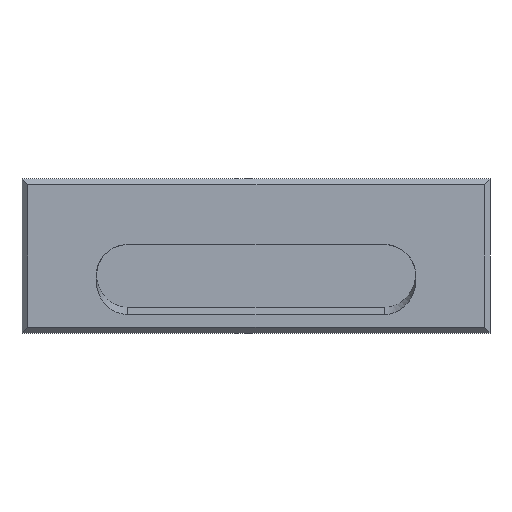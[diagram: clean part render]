
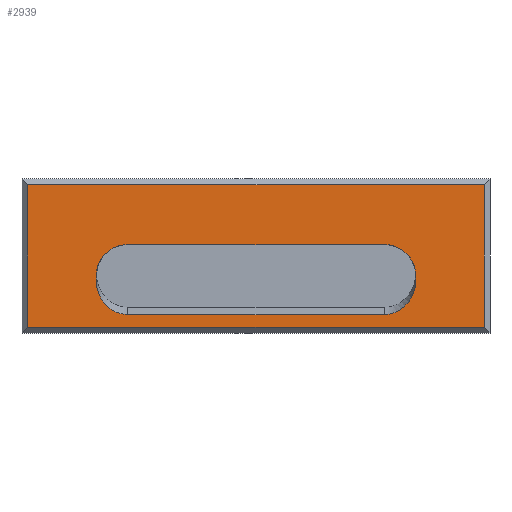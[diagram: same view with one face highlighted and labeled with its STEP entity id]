
A CAD part, front view. The second image highlights one B-rep face of the part: STEP entity #2939.
In plain terms, the highlighted free-form (B-spline) face has degree [1, 1] with [2, 2] control points.
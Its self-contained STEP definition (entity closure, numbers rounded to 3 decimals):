
#2123=CARTESIAN_POINT('',(45.0,0.0,-20.5));
#2124=VERTEX_POINT('',#2123);
#2130=CARTESIAN_POINT('',(56.0,0.0,-8.417));
#2131=VERTEX_POINT('',#2130);
#2132=CARTESIAN_POINT('',(56.,0.0,-8.417));
#2133=CARTESIAN_POINT('',(56.,0.0,-20.5));
#2134=CARTESIAN_POINT('',(45.0,0.0,-20.5));
#2142=(BOUNDED_CURVE()B_SPLINE_CURVE(2,(#2132,#2133,#2134),.UNSPECIFIED.,.F.,.U.)CURVE()GEOMETRIC_REPRESENTATION_ITEM()QUASI_UNIFORM_CURVE()RATIONAL_B_SPLINE_CURVE((1.0,0.707,1.0))REPRESENTATION_ITEM(''));
#2143=EDGE_CURVE('',#2131,#2124,#2142,.T.);
#2199=CARTESIAN_POINT('',(-56.0,0.0,-8.417));
#2200=VERTEX_POINT('',#2199);
#2206=CARTESIAN_POINT('',(-45.0,0.0,-20.5));
#2207=VERTEX_POINT('',#2206);
#2208=CARTESIAN_POINT('',(-45.0,0.,-20.5));
#2209=CARTESIAN_POINT('',(-56.0,0.,-20.5));
#2210=CARTESIAN_POINT('',(-56.,0.,-8.417));
#2218=(BOUNDED_CURVE()B_SPLINE_CURVE(2,(#2208,#2209,#2210),.UNSPECIFIED.,.F.,.U.)CURVE()GEOMETRIC_REPRESENTATION_ITEM()QUASI_UNIFORM_CURVE()RATIONAL_B_SPLINE_CURVE((1.0,0.707,1.0))REPRESENTATION_ITEM(''));
#2219=EDGE_CURVE('',#2207,#2200,#2218,.T.);
#2258=CARTESIAN_POINT('',(-56.0,0.0,-7.0));
#2259=VERTEX_POINT('',#2258);
#2281=CARTESIAN_POINT('',(-45.0,0.0,4.0));
#2282=VERTEX_POINT('',#2281);
#2288=CARTESIAN_POINT('',(-56.,0.0,-7.0));
#2289=CARTESIAN_POINT('',(-56.,0.0,4.));
#2290=CARTESIAN_POINT('',(-45.0,0.0,4.));
#2298=(BOUNDED_CURVE()B_SPLINE_CURVE(2,(#2288,#2289,#2290),.UNSPECIFIED.,.F.,.U.)CURVE()GEOMETRIC_REPRESENTATION_ITEM()QUASI_UNIFORM_CURVE()RATIONAL_B_SPLINE_CURVE((1.0,0.707,1.0))REPRESENTATION_ITEM(''));
#2299=EDGE_CURVE('',#2259,#2282,#2298,.T.);
#2334=CARTESIAN_POINT('',(56.0,0.0,-7.0));
#2335=VERTEX_POINT('',#2334);
#2341=CARTESIAN_POINT('',(45.0,0.0,4.0));
#2342=VERTEX_POINT('',#2341);
#2343=CARTESIAN_POINT('',(45.0,0.0,4.));
#2344=CARTESIAN_POINT('',(56.,0.0,4.));
#2345=CARTESIAN_POINT('',(56.,0.0,-7.0));
#2353=(BOUNDED_CURVE()B_SPLINE_CURVE(2,(#2343,#2344,#2345),.UNSPECIFIED.,.F.,.U.)CURVE()GEOMETRIC_REPRESENTATION_ITEM()QUASI_UNIFORM_CURVE()RATIONAL_B_SPLINE_CURVE((1.0,0.707,1.0))REPRESENTATION_ITEM(''));
#2354=EDGE_CURVE('',#2342,#2335,#2353,.T.);
#2393=CARTESIAN_POINT('',(-80.0,0.0,25.0));
#2394=VERTEX_POINT('',#2393);
#2409=CARTESIAN_POINT('',(-80.0,0.0,-25.0));
#2410=VERTEX_POINT('',#2409);
#2416=CARTESIAN_POINT('',(-80.0,0.0,25.0));
#2417=CARTESIAN_POINT('',(-80.0,0.0,-25.0));
#2418=QUASI_UNIFORM_CURVE('',1,(#2416,#2417),.UNSPECIFIED.,.F.,.U.);
#2419=EDGE_CURVE('',#2394,#2410,#2418,.T.);
#2431=CARTESIAN_POINT('',(80.0,0.0,-25.0));
#2432=VERTEX_POINT('',#2431);
#2438=CARTESIAN_POINT('',(-80.0,0.0,-25.0));
#2439=CARTESIAN_POINT('',(80.0,0.0,-25.0));
#2440=QUASI_UNIFORM_CURVE('',1,(#2438,#2439),.UNSPECIFIED.,.F.,.U.);
#2441=EDGE_CURVE('',#2410,#2432,#2440,.T.);
#2457=CARTESIAN_POINT('',(80.0,0.0,25.0));
#2458=VERTEX_POINT('',#2457);
#2472=CARTESIAN_POINT('',(80.0,0.0,25.0));
#2473=CARTESIAN_POINT('',(-80.0,0.0,25.0));
#2474=QUASI_UNIFORM_CURVE('',1,(#2472,#2473),.UNSPECIFIED.,.F.,.U.);
#2475=EDGE_CURVE('',#2458,#2394,#2474,.T.);
#2492=CARTESIAN_POINT('',(80.0,0.0,-25.0));
#2493=CARTESIAN_POINT('',(80.0,0.0,25.0));
#2494=QUASI_UNIFORM_CURVE('',1,(#2492,#2493),.UNSPECIFIED.,.F.,.U.);
#2495=EDGE_CURVE('',#2432,#2458,#2494,.T.);
#2507=CARTESIAN_POINT('',(56.0,0.0,-8.417));
#2508=CARTESIAN_POINT('',(56.0,0.0,-7.0));
#2509=QUASI_UNIFORM_CURVE('',1,(#2507,#2508),.UNSPECIFIED.,.F.,.U.);
#2510=EDGE_CURVE('',#2131,#2335,#2509,.T.);
#2520=CARTESIAN_POINT('',(-56.0,0.0,-8.417));
#2521=CARTESIAN_POINT('',(-56.0,0.0,-7.0));
#2522=QUASI_UNIFORM_CURVE('',1,(#2520,#2521),.UNSPECIFIED.,.F.,.U.);
#2523=EDGE_CURVE('',#2200,#2259,#2522,.T.);
#2541=CARTESIAN_POINT('',(-45.0,0.0,-20.5));
#2542=CARTESIAN_POINT('',(45.0,0.0,-20.5));
#2543=QUASI_UNIFORM_CURVE('',1,(#2541,#2542),.UNSPECIFIED.,.F.,.U.);
#2544=EDGE_CURVE('',#2207,#2124,#2543,.T.);
#2561=CARTESIAN_POINT('',(-45.0,0.0,4.0));
#2562=CARTESIAN_POINT('',(45.0,0.0,4.0));
#2563=QUASI_UNIFORM_CURVE('',1,(#2561,#2562),.UNSPECIFIED.,.F.,.U.);
#2564=EDGE_CURVE('',#2282,#2342,#2563,.T.);
#2918=CARTESIAN_POINT('',(-87.992,0.0,27.497));
#2919=CARTESIAN_POINT('',(87.992,0.0,27.497));
#2920=CARTESIAN_POINT('',(-87.992,0.0,-27.498));
#2921=CARTESIAN_POINT('',(87.992,0.0,-27.498));
#2922=B_SPLINE_SURFACE_WITH_KNOTS('',1,1,((#2918,#2920),(#2919,#2921)),.UNSPECIFIED.,.F.,.F.,.U.,(2,2),(2,2),(0.0,175.984),(0.0,54.995),.UNSPECIFIED.);
#2923=ORIENTED_EDGE('',*,*,#2475,.T.);
#2924=ORIENTED_EDGE('',*,*,#2419,.T.);
#2925=ORIENTED_EDGE('',*,*,#2441,.T.);
#2926=ORIENTED_EDGE('',*,*,#2495,.T.);
#2927=EDGE_LOOP('',(#2923,#2924,#2925,#2926));
#2928=FACE_OUTER_BOUND('',#2927,.T.);
#2929=ORIENTED_EDGE('',*,*,#2544,.F.);
#2930=ORIENTED_EDGE('',*,*,#2219,.T.);
#2931=ORIENTED_EDGE('',*,*,#2523,.T.);
#2932=ORIENTED_EDGE('',*,*,#2299,.T.);
#2933=ORIENTED_EDGE('',*,*,#2564,.T.);
#2934=ORIENTED_EDGE('',*,*,#2354,.T.);
#2935=ORIENTED_EDGE('',*,*,#2510,.F.);
#2936=ORIENTED_EDGE('',*,*,#2143,.T.);
#2937=EDGE_LOOP('',(#2929,#2930,#2931,#2932,#2933,#2934,#2935,#2936));
#2938=FACE_BOUND('',#2937,.T.);
#2939=ADVANCED_FACE('',(#2928,#2938),#2922,.F.);
